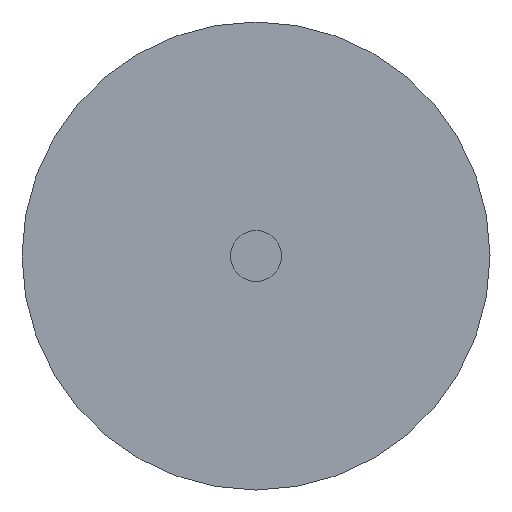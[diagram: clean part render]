
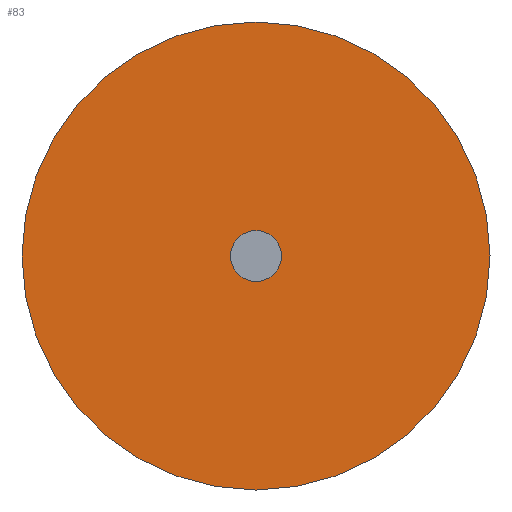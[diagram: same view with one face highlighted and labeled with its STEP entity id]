
A CAD part, left-side view. The second image highlights one B-rep face of the part: STEP entity #83.
In plain terms, the highlighted planar face has unit normal (-1, 0, 0).
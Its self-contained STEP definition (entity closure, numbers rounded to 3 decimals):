
#19=PLANE('',#98);
#29=FACE_OUTER_BOUND('',#39,.T.);
#39=EDGE_LOOP('',(#69));
#50=CIRCLE('',#97,4.19);
#56=VERTEX_POINT('',#146);
#62=EDGE_CURVE('',#56,#56,#50,.T.);
#69=ORIENTED_EDGE('',*,*,#62,.T.);
#83=ADVANCED_FACE('',(#29),#19,.F.);
#97=AXIS2_PLACEMENT_3D('',#147,#116,#117);
#98=AXIS2_PLACEMENT_3D('',#148,#118,#119);
#116=DIRECTION('center_axis',(-1.,0.,0.));
#117=DIRECTION('ref_axis',(0.,-1.,0.));
#118=DIRECTION('center_axis',(1.,0.,0.));
#119=DIRECTION('ref_axis',(0.,0.,-1.));
#146=CARTESIAN_POINT('',(0.,4.19,0.));
#147=CARTESIAN_POINT('Origin',(0.,0.,0.));
#148=CARTESIAN_POINT('Origin',(0.,0.,0.));
